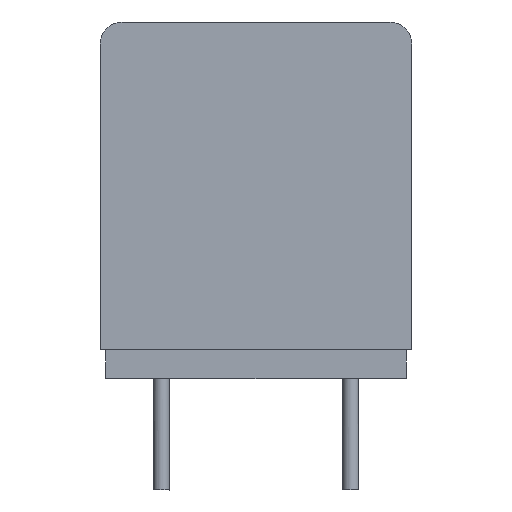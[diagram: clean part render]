
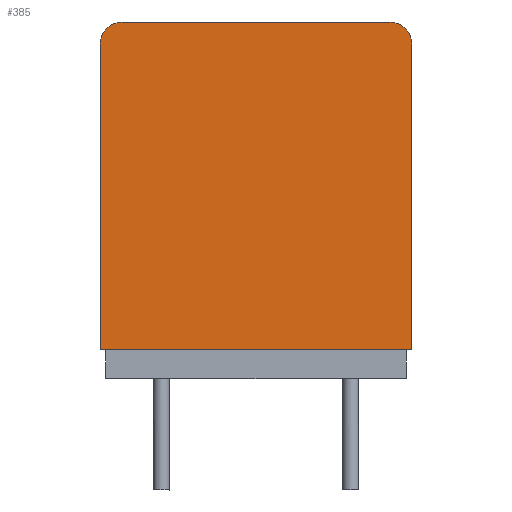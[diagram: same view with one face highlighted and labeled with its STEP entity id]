
A CAD part, front view. The second image highlights one B-rep face of the part: STEP entity #385.
In plain terms, the highlighted face is planar.
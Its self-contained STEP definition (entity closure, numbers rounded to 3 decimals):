
#385 = ADVANCED_FACE( '', ( #801 ), #802, .T. );
#801 = FACE_OUTER_BOUND( '', #2389, .T. );
#802 = PLANE( '', #2390 );
#2389 = EDGE_LOOP( '', ( #3938, #3939, #3940, #3941, #3942, #3943 ) );
#2390 = AXIS2_PLACEMENT_3D( '', #3944, #3945, #3946 );
#3938 = ORIENTED_EDGE( '', *, *, #5290, .T. );
#3939 = ORIENTED_EDGE( '', *, *, #5291, .T. );
#3940 = ORIENTED_EDGE( '', *, *, #5240, .T. );
#3941 = ORIENTED_EDGE( '', *, *, #5292, .T. );
#3942 = ORIENTED_EDGE( '', *, *, #5293, .T. );
#3943 = ORIENTED_EDGE( '', *, *, #5294, .T. );
#3944 = CARTESIAN_POINT( '', ( 0., 3.9, 0. ) );
#3945 = DIRECTION( '', ( 0., 1., 0. ) );
#3946 = DIRECTION( '', ( 0., 0., 1. ) );
#5240 = EDGE_CURVE( '', #5942, #5943, #5944, .T. );
#5290 = EDGE_CURVE( '', #6023, #6024, #6025, .T. );
#5291 = EDGE_CURVE( '', #6024, #5942, #6026, .T. );
#5292 = EDGE_CURVE( '', #5943, #6027, #6028, .T. );
#5293 = EDGE_CURVE( '', #6027, #6029, #6030, .T. );
#5294 = EDGE_CURVE( '', #6029, #6023, #6031, .T. );
#5942 = VERTEX_POINT( '', #8163 );
#5943 = VERTEX_POINT( '', #8164 );
#5944 = LINE( '', #8165, #8166 );
#6023 = VERTEX_POINT( '', #8540 );
#6024 = VERTEX_POINT( '', #8541 );
#6025 = LINE( '', #8542, #8543 );
#6026 = CIRCLE( '', #8544, 1. );
#6027 = VERTEX_POINT( '', #8545 );
#6028 = CIRCLE( '', #8546, 1. );
#6029 = VERTEX_POINT( '', #8547 );
#6030 = LINE( '', #8548, #8549 );
#6031 = LINE( '', #8550, #8551 );
#8163 = CARTESIAN_POINT( '', ( -6., 3.9, 21. ) );
#8164 = CARTESIAN_POINT( '', ( 6., 3.9, 21. ) );
#8165 = CARTESIAN_POINT( '', ( -7., 3.9, 21. ) );
#8166 = VECTOR( '', #9627, 1000. );
#8540 = CARTESIAN_POINT( '', ( -7., 3.9, 6.3 ) );
#8541 = CARTESIAN_POINT( '', ( -7., 3.9, 20. ) );
#8542 = CARTESIAN_POINT( '', ( -7., 3.9, 6.3 ) );
#8543 = VECTOR( '', #9658, 1000. );
#8544 = AXIS2_PLACEMENT_3D( '', #9659, #9660, #9661 );
#8545 = CARTESIAN_POINT( '', ( 7., 3.9, 20. ) );
#8546 = AXIS2_PLACEMENT_3D( '', #9662, #9663, #9664 );
#8547 = CARTESIAN_POINT( '', ( 7., 3.9, 6.3 ) );
#8548 = CARTESIAN_POINT( '', ( 7., 3.9, 21. ) );
#8549 = VECTOR( '', #9665, 1000. );
#8550 = CARTESIAN_POINT( '', ( 7., 3.9, 6.3 ) );
#8551 = VECTOR( '', #9666, 1000. );
#9627 = DIRECTION( '', ( 1., 0., 0. ) );
#9658 = DIRECTION( '', ( 0., 0., 1. ) );
#9659 = CARTESIAN_POINT( '', ( -6., 3.9, 20. ) );
#9660 = DIRECTION( '', ( 0., 1., 0. ) );
#9661 = DIRECTION( '', ( 0., 0., 1. ) );
#9662 = CARTESIAN_POINT( '', ( 6., 3.9, 20. ) );
#9663 = DIRECTION( '', ( 0., 1., 0. ) );
#9664 = DIRECTION( '', ( 0., 0., 1. ) );
#9665 = DIRECTION( '', ( 0., 0., -1. ) );
#9666 = DIRECTION( '', ( -1., 0., 0. ) );
